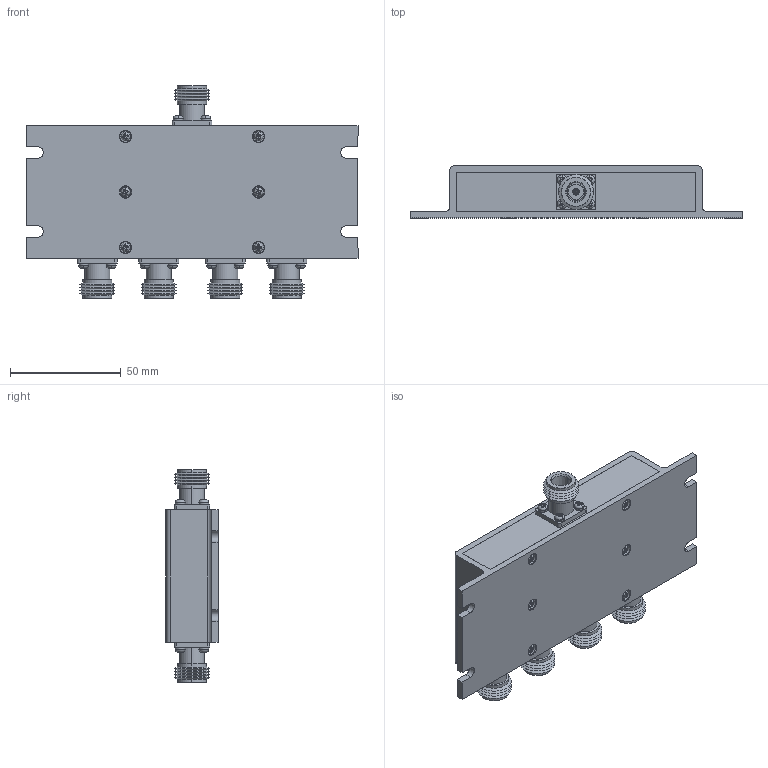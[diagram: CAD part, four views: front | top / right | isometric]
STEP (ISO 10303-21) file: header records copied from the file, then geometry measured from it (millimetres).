
FILE_DESCRIPTION (( 'STEP AP214' ), '1' );
FILE_NAME ('SCW04N.STEP', '2016-04-12T13:15:50', ( 'L-Com' ), ( 'L-Com Global Connectivity' ), 'SwSTEP 2.0', 'SolidWorks 2014', '' );
FILE_SCHEMA (( 'AUTOMOTIVE_DESIGN' ));
Length unit declared in the file: inch
Products named in the file (3): SCW04N_NF CON; SCW04N_BODY; SCW04N
Assembly tree (6 placements, depth 2):
  SCW04N
    SCW04N_BODY
    SCW04N_NF CON  x5
Bounding box: 149.61 x 23.52 x 95.91 mm (x, y, z)
Volume: 176602.9 mm3; surface area: 37856.3 mm2
Topology: 6 solids, 6 shells, 1146 faces, 2930 edges, 1877 vertices
Faces by surface type: plane 610, cylinder 322, cone 162, torus 52
Entity records: 15532 total; most frequent: CARTESIAN_POINT 2574, ORIENTED_EDGE 2080, DIRECTION 2046, EDGE_CURVE 1040, AXIS2_PLACEMENT_3D 721, VERTEX_POINT 673, VECTOR 604, LINE 604
